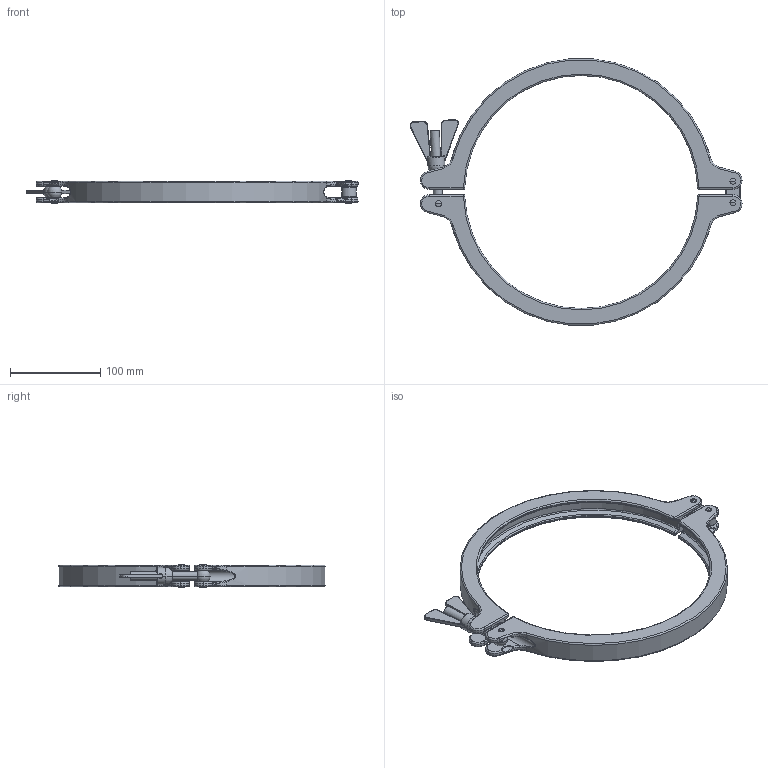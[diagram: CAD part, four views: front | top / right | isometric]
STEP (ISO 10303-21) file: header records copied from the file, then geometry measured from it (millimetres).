
FILE_DESCRIPTION (( 'STEP AP214' ), '1' );
FILE_NAME ('CL.SAF.1000.STEP', '2020-05-19T13:02:45', ( '' ), ( '' ), 'SwSTEP 2.0', 'SolidWorks 2020', '' );
FILE_SCHEMA (( 'AUTOMOTIVE_DESIGN' ));
Length unit declared in the file: millimetre
Products named in the file (1): CL.SAF.1000
Bounding box: 367.5 x 294.87 x 25.3 mm (x, y, z)
Volume: 350149.1 mm3; surface area: 103441.9 mm2
Topology: 3 solids, 5 shells, 407 faces, 957 edges, 544 vertices
Faces by surface type: cylinder 152, torus 94, bspline 68, plane 47, sphere 42, cone 4
Entity records: 14318 total; most frequent: CARTESIAN_POINT 5409, DIRECTION 1932, ORIENTED_EDGE 1844, EDGE_CURVE 922, AXIS2_PLACEMENT_3D 846, VERTEX_POINT 539, CIRCLE 506, EDGE_LOOP 435
